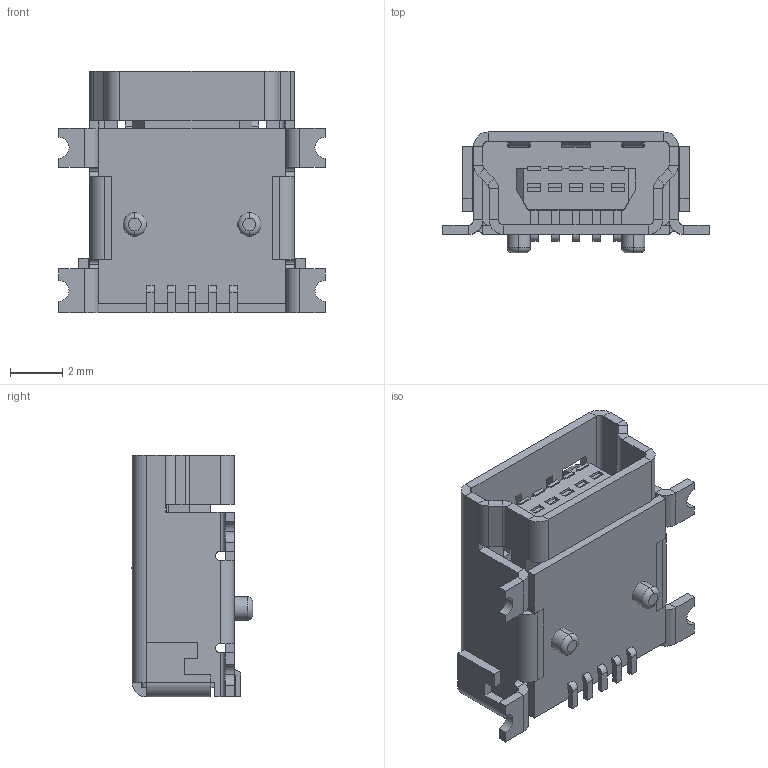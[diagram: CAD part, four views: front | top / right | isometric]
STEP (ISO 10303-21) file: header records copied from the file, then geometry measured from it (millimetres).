
FILE_DESCRIPTION(('FreeCAD Model'),'2;1');
FILE_NAME('USB_Mini-B_union.step', '2017-07-30T15:08:20',('Author'),(''), 'Open CASCADE STEP processor 6.8','FreeCAD','Unknown');
FILE_SCHEMA(('AUTOMOTIVE_DESIGN_CC2 { 1 2 10303 214 -1 1 5 4 }'));
Length unit declared in the file: millimetre
Products named in the file (2): ASSEMBLY; EDAC-690-005-299-043.step_sp
Assembly tree (1 placements, depth 2):
  ASSEMBLY
    EDAC-690-005-299-043.step_sp
Bounding box: 10.25 x 4.67 x 9.3 mm (x, y, z)
Volume: 144 mm3; surface area: 591.9 mm2
Topology: 1 solids, 1 shells, 405 faces, 1013 edges, 616 vertices
Faces by surface type: plane 300, cylinder 83, bspline 18, torus 4
Entity records: 14743 total; most frequent: CARTESIAN_POINT 2348, ORIENTED_EDGE 2026, DIRECTION 1867, EDGE_CURVE 1013, LINE 805, VECTOR 805, VERTEX_POINT 616, AXIS2_PLACEMENT_3D 531
